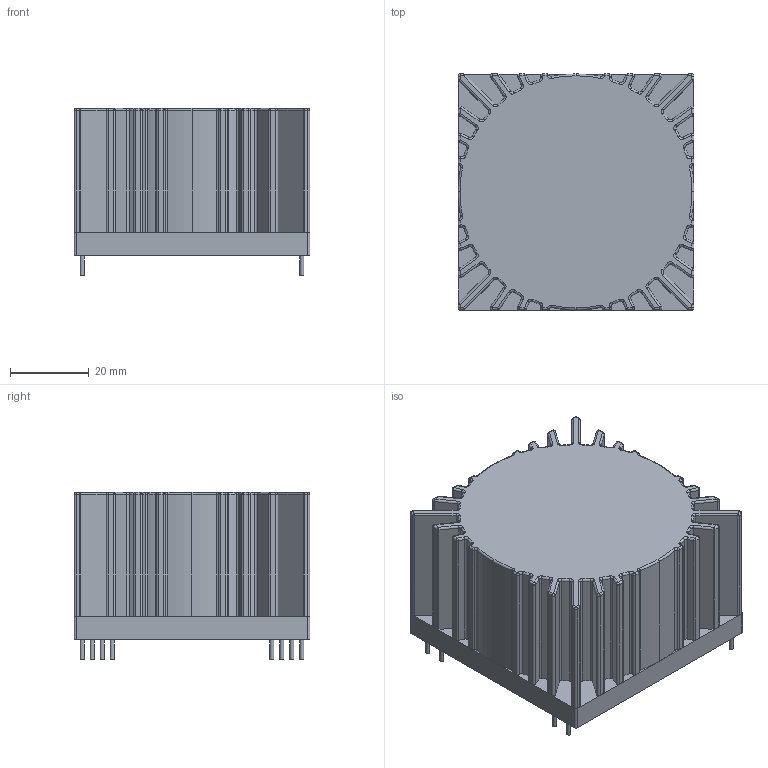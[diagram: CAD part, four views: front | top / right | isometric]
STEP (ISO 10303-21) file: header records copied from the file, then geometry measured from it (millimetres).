
FILE_DESCRIPTION(('FreeCAD Model'),'2;1');
FILE_NAME('25VA_7006X.step', '2020-01-26T11:15:25',('Author'),(''), 'Open CASCADE STEP processor 7.3','FreeCAD','Unknown');
FILE_SCHEMA(('AUTOMOTIVE_DESIGN { 1 0 10303 214 1 1 1 1 }'));
Length unit declared in the file: millimetre
Products named in the file (10): Body; Fillet001; Extrude003; Extrude004; Extrude005; Extrude006; Extrude007; Extrude008; Extrude009; Extrude010
Bounding box: 60 x 60 x 42.5 mm (x, y, z)
Volume: 119741.9 mm3; surface area: 28583.9 mm2
Topology: 10 solids, 10 shells, 485 faces, 1171 edges, 706 vertices
Faces by surface type: cylinder 237, plane 100, torus 88, revolution 60
Full cylindrical faces by diameter (mm): 1 x8, 4 x1
Entity records: 30018 total; most frequent: CARTESIAN_POINT 6389, DIRECTION 4535, ORIENTED_EDGE 2342, PCURVE 2342, DEFINITIONAL_REPRESENTATION 2342, LINE 2049, VECTOR 2049, EDGE_CURVE 1171
